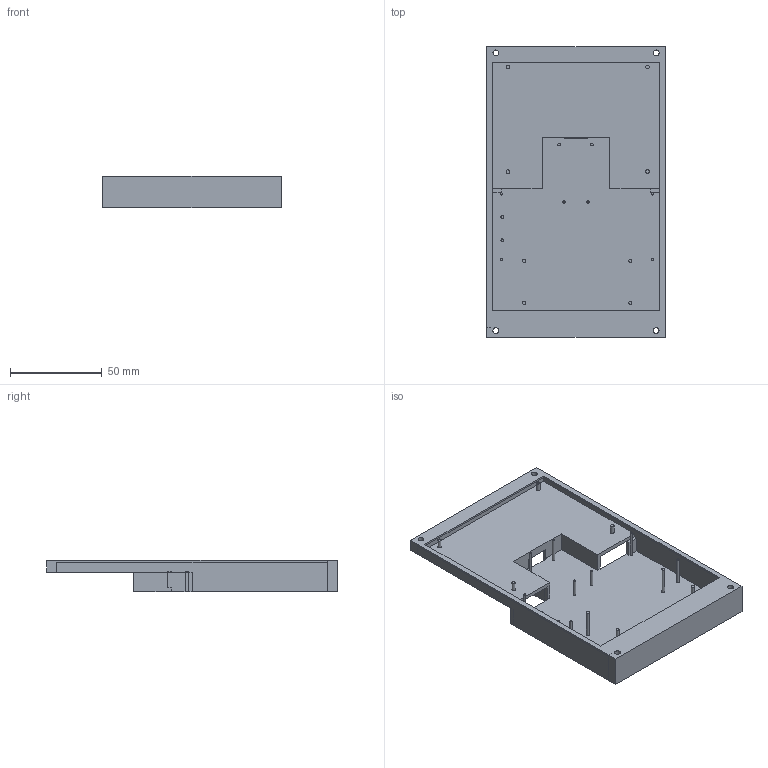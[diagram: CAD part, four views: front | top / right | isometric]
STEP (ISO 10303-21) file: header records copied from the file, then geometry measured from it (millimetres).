
FILE_DESCRIPTION(/* description */ ('KiCad electronic assembly'),/* implementation_level */ '2;1');
FILE_NAME(/* name */ 'PRINT VER Jintendo Slab BOTTOM.step',/* time_stamp */ '2025-06-11T13:14:05-07:00',/* author */ (''),/* organization */ (''),/* preprocessor_version */ 'ST-DEVELOPER v20.1',/* originating_system */ 'Autodesk Translation Framework v14.10.0.0',/* authorisation */ '');
FILE_SCHEMA (('AUTOMOTIVE_DESIGN { 1 0 10303 214 3 1 1 }'));
Length unit declared in the file: millimetre
Products named in the file (1): Jintendo Slab 1
Bounding box: 97.43 x 158.73 x 17 mm (x, y, z)
Volume: 53895.9 mm3; surface area: 47551.5 mm2
Topology: 1 solids, 1 shells, 93 faces, 236 edges, 157 vertices
Faces by surface type: plane 71, cylinder 22
Full cylindrical faces by diameter (mm): 1.2 x4, 1.3 x2, 1.5 x4, 1.75 x4, 2 x4, 3.2 x4
Entity records: 2842 total; most frequent: CARTESIAN_POINT 487, ORIENTED_EDGE 472, DIRECTION 468, EDGE_CURVE 236, LINE 192, VECTOR 192, VERTEX_POINT 157, AXIS2_PLACEMENT_3D 138
